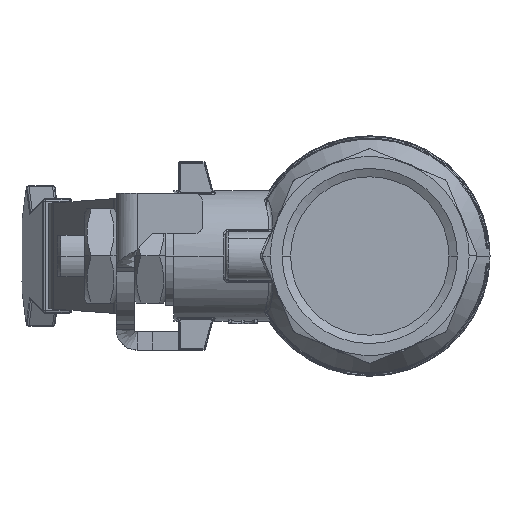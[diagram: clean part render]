
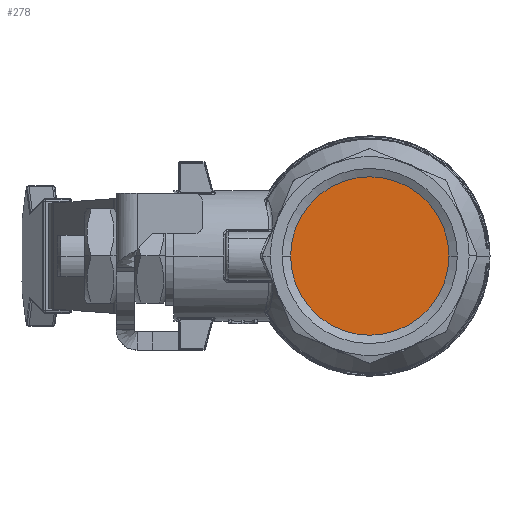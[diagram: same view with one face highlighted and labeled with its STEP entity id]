
A CAD part, left-side view. The second image highlights one B-rep face of the part: STEP entity #278.
In plain terms, the highlighted planar face has unit normal (-1, 0, 0).
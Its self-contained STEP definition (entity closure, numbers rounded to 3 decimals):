
#278=ADVANCED_FACE('',(#1422),#1423,.F.);
#1422=FACE_OUTER_BOUND('',#3945,.T.);
#1423=PLANE('',#3946);
#3945=EDGE_LOOP('',(#10868,#10869));
#3946=AXIS2_PLACEMENT_3D('',#10870,#10871,#10872);
#10868=ORIENTED_EDGE('',*,*,#16863,.T.);
#10869=ORIENTED_EDGE('',*,*,#16567,.T.);
#10870=CARTESIAN_POINT('',(-19.5,13.573,0.0));
#10871=DIRECTION('',(1.0,0.,0.0));
#10872=DIRECTION('',(0.,1.0,0.0));
#16567=EDGE_CURVE('',#19293,#19295,#19297,.T.);
#16863=EDGE_CURVE('',#19295,#19293,#19779,.T.);
#19293=VERTEX_POINT('',#23773);
#19295=VERTEX_POINT('',#23776);
#19297=CIRCLE('',#23779,15.146);
#19779=CIRCLE('',#24926,15.146);
#23773=CARTESIAN_POINT('',(-19.5,15.146,0.));
#23776=CARTESIAN_POINT('',(-19.5,-15.146,0.));
#23779=AXIS2_PLACEMENT_3D('',#33617,#33618,#33619);
#24926=AXIS2_PLACEMENT_3D('',#34038,#34039,#34040);
#33617=CARTESIAN_POINT('',(-19.5,0.,0.0));
#33618=DIRECTION('',(-1.0,0.0,0.0));
#33619=DIRECTION('',(0.0,1.0,0.0));
#34038=CARTESIAN_POINT('',(-19.5,0.,0.0));
#34039=DIRECTION('',(-1.0,0.0,0.0));
#34040=DIRECTION('',(0.0,1.0,0.0));
